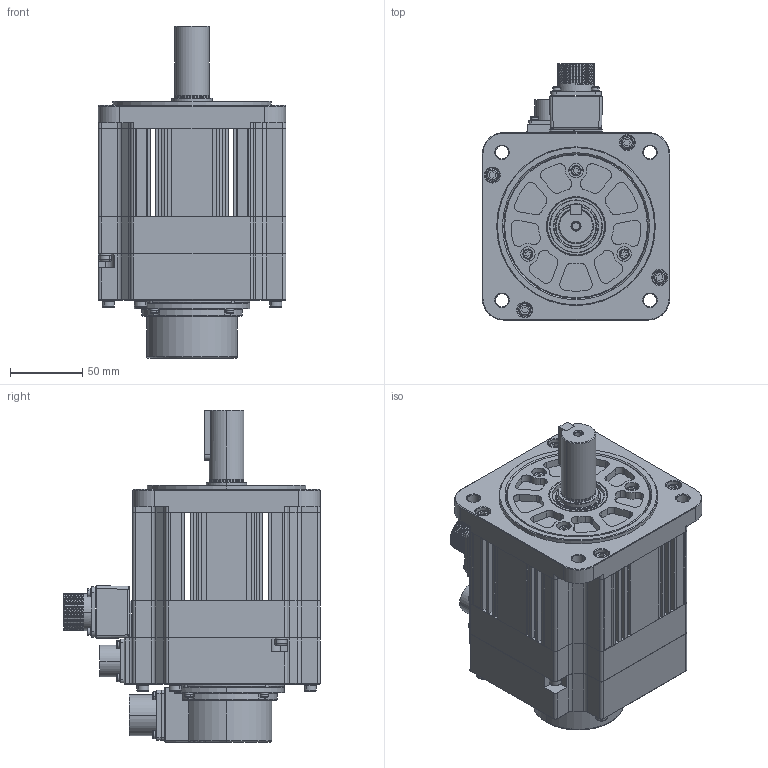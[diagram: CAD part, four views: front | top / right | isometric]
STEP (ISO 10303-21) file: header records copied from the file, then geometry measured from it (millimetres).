
FILE_DESCRIPTION (( 'STEP AP203' ), '1' );
FILE_NAME ('EM1-1KW-B-K-O.STEP', '2019-12-06T02:53:50', ( '' ), ( '' ), 'SwSTEP 2.0', 'SolidWorks 2015', '' );
FILE_SCHEMA (( 'CONFIG_CONTROL_DESIGN' ));
Length unit declared in the file: millimetre
Products named in the file (1): EM1-1KW-B-K-O
Bounding box: 130 x 177.85 x 230.1 mm (x, y, z)
Surface area: 162856.2 mm2 (no closed solid volume)
Topology: 0 solids, 73 shells, 1226 faces, 3586 edges, 2426 vertices
Faces by surface type: plane 547, cylinder 401, cone 143, torus 109, bspline 20, sphere 6
Entity records: 45417 total; most frequent: CARTESIAN_POINT 13014, DIRECTION 7022, ORIENTED_EDGE 5998, EDGE_CURVE 3575, AXIS2_PLACEMENT_3D 2495, VERTEX_POINT 2424, LINE 2032, VECTOR 2032
